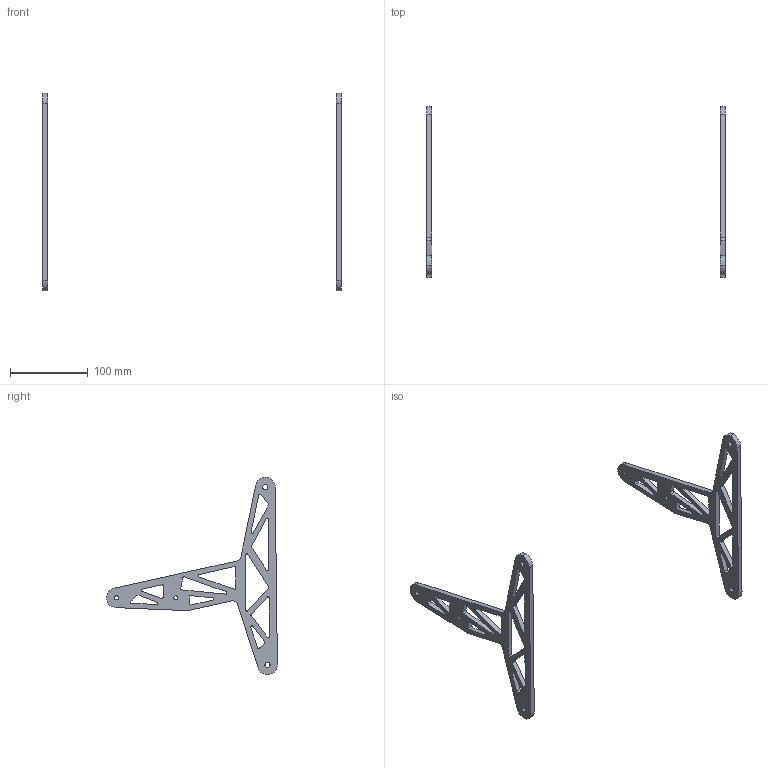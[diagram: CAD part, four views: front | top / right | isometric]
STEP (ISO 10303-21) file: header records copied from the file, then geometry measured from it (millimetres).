
FILE_DESCRIPTION (( 'STEP AP214' ), '1' );
FILE_NAME ('NFR_25_FrontWing_Top_Mount.STEP', '2025-02-27T01:29:58', ( '' ), ( '' ), 'SwSTEP 2.0', 'SolidWorks 2024', '' );
FILE_SCHEMA (( 'AUTOMOTIVE_DESIGN' ));
Length unit declared in the file: inch
Products named in the file (1): NFR_25_FrontWing_Top_Mount
Bounding box: 384.18 x 219.6 x 253.96 mm (x, y, z)
Volume: 139007.8 mm3; surface area: 69764.9 mm2
Topology: 2 solids, 2 shells, 190 faces, 558 edges, 372 vertices
Faces by surface type: cylinder 114, plane 76
Entity records: 6560 total; most frequent: DIRECTION 1168, CARTESIAN_POINT 1121, ORIENTED_EDGE 1116, EDGE_CURVE 558, AXIS2_PLACEMENT_3D 419, VERTEX_POINT 372, LINE 330, VECTOR 330
